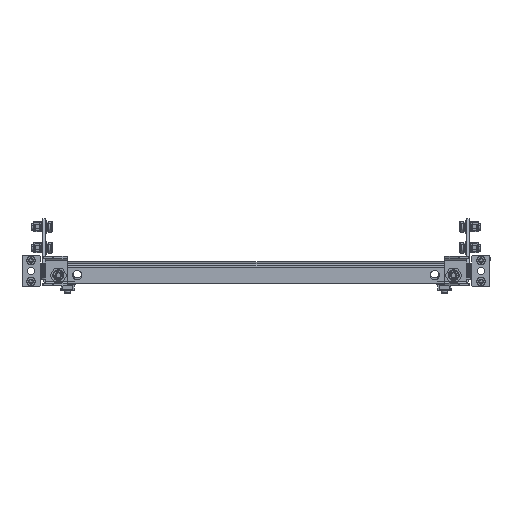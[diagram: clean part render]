
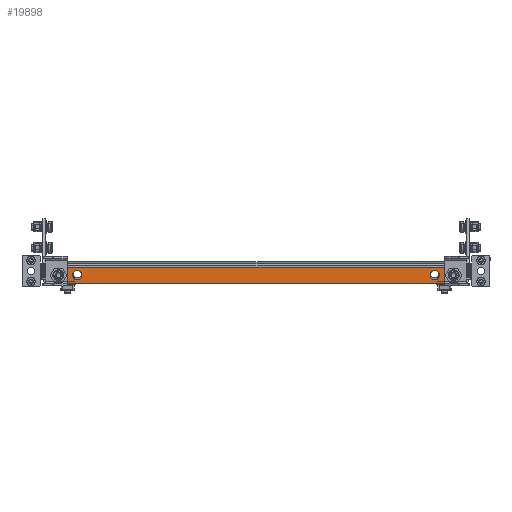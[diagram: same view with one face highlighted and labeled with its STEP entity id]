
A CAD part, front view. The second image highlights one B-rep face of the part: STEP entity #19898.
In plain terms, the highlighted planar face has unit normal (0, -1, -0.002).
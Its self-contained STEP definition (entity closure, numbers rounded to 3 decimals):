
#92 = CARTESIAN_POINT ( 'NONE',  ( 249.5, -648., -2. ) ) ;
#384 = EDGE_CURVE ( 'NONE', #7242, #3214, #5913, .T. ) ;
#537 = DIRECTION ( 'NONE',  ( 0., -1., 0. ) ) ;
#729 = FACE_BOUND ( 'NONE', #7972, .T. ) ;
#1257 = DIRECTION ( 'NONE',  ( 0., 0., 1. ) ) ;
#1307 = CARTESIAN_POINT ( 'NONE',  ( -212.5, -648., -17. ) ) ;
#1548 = CARTESIAN_POINT ( 'NONE',  ( -212.5, -648., -11.5 ) ) ;
#1618 = VERTEX_POINT ( 'NONE', #11534 ) ;
#1697 = DIRECTION ( 'NONE',  ( 0., 0., -1. ) ) ;
#1998 = DIRECTION ( 'NONE',  ( 0., 0., -1. ) ) ;
#2310 = DIRECTION ( 'NONE',  ( 1., 0., 0. ) ) ;
#2361 = VECTOR ( 'NONE', #2310, 1000. ) ;
#2530 = CIRCLE ( 'NONE', #14135, 5.5 ) ;
#3214 = VERTEX_POINT ( 'NONE', #10234 ) ;
#3245 = AXIS2_PLACEMENT_3D ( 'NONE', #9801, #19502, #8004 ) ;
#3330 = EDGE_CURVE ( 'NONE', #11069, #17046, #20077, .T. ) ;
#3569 = LINE ( 'NONE', #15762, #19569 ) ;
#3675 = CARTESIAN_POINT ( 'NONE',  ( 212.5, -648., -11.5 ) ) ;
#3792 = ORIENTED_EDGE ( 'NONE', *, *, #10822, .F. ) ;
#3972 = EDGE_CURVE ( 'NONE', #17505, #4565, #10230, .T. ) ;
#4266 = CARTESIAN_POINT ( 'NONE',  ( 247.146, -648., -16. ) ) ;
#4501 = AXIS2_PLACEMENT_3D ( 'NONE', #20066, #7095, #13618 ) ;
#4527 = CIRCLE ( 'NONE', #18346, 5.5 ) ;
#4565 = VERTEX_POINT ( 'NONE', #4266 ) ;
#4593 = AXIS2_PLACEMENT_3D ( 'NONE', #1548, #6586, #19646 ) ;
#4606 = CIRCLE ( 'NONE', #15134, 5.5 ) ;
#4768 = ORIENTED_EDGE ( 'NONE', *, *, #5711, .F. ) ;
#4802 = CARTESIAN_POINT ( 'NONE',  ( 235., -648., -11.5 ) ) ;
#5033 = EDGE_CURVE ( 'NONE', #16198, #1618, #3569, .T. ) ;
#5157 = EDGE_CURVE ( 'NONE', #15242, #6069, #12692, .T. ) ;
#5311 = CARTESIAN_POINT ( 'NONE',  ( -235., -648., -11.5 ) ) ;
#5711 = EDGE_CURVE ( 'NONE', #5854, #16200, #2530, .T. ) ;
#5854 = VERTEX_POINT ( 'NONE', #18719 ) ;
#5885 = EDGE_LOOP ( 'NONE', ( #10610, #7751 ) ) ;
#5913 = LINE ( 'NONE', #13721, #2361 ) ;
#6069 = VERTEX_POINT ( 'NONE', #10847 ) ;
#6130 = CARTESIAN_POINT ( 'NONE',  ( -249.5, -648., 0. ) ) ;
#6422 = DIRECTION ( 'NONE',  ( 0., 1., 0. ) ) ;
#6586 = DIRECTION ( 'NONE',  ( 0., -1., 0. ) ) ;
#6619 = ORIENTED_EDGE ( 'NONE', *, *, #3972, .F. ) ;
#6737 = ORIENTED_EDGE ( 'NONE', *, *, #7184, .F. ) ;
#6934 = AXIS2_PLACEMENT_3D ( 'NONE', #12697, #20708, #1257 ) ;
#7095 = DIRECTION ( 'NONE',  ( 0., 1., 0. ) ) ;
#7184 = EDGE_CURVE ( 'NONE', #16198, #17505, #19987, .T. ) ;
#7242 = VERTEX_POINT ( 'NONE', #16346 ) ;
#7751 = ORIENTED_EDGE ( 'NONE', *, *, #11925, .T. ) ;
#7788 = CARTESIAN_POINT ( 'NONE',  ( 235., -648., -17. ) ) ;
#7972 = EDGE_LOOP ( 'NONE', ( #11057, #11669 ) ) ;
#8004 = DIRECTION ( 'NONE',  ( 0., 0., -1. ) ) ;
#8540 = ORIENTED_EDGE ( 'NONE', *, *, #5157, .F. ) ;
#8854 = FACE_OUTER_BOUND ( 'NONE', #20880, .T. ) ;
#9065 = CARTESIAN_POINT ( 'NONE',  ( -235., -648., -17. ) ) ;
#9121 = CARTESIAN_POINT ( 'NONE',  ( 235., -648., -11.5 ) ) ;
#9260 = VERTEX_POINT ( 'NONE', #9893 ) ;
#9801 = CARTESIAN_POINT ( 'NONE',  ( -212.5, -648., -11.5 ) ) ;
#9834 = DIRECTION ( 'NONE',  ( 0., 0., -1. ) ) ;
#9842 = ORIENTED_EDGE ( 'NONE', *, *, #384, .T. ) ;
#9893 = CARTESIAN_POINT ( 'NONE',  ( 212.5, -648., -17. ) ) ;
#9981 = CIRCLE ( 'NONE', #20767, 5.5 ) ;
#10230 = LINE ( 'NONE', #20857, #14516 ) ;
#10234 = CARTESIAN_POINT ( 'NONE',  ( 242.146, -648., -21. ) ) ;
#10286 = CIRCLE ( 'NONE', #4501, 5.5 ) ;
#10610 = ORIENTED_EDGE ( 'NONE', *, *, #14157, .T. ) ;
#10741 = AXIS2_PLACEMENT_3D ( 'NONE', #12031, #18432, #16710 ) ;
#10822 = EDGE_CURVE ( 'NONE', #16200, #5854, #9981, .T. ) ;
#10847 = CARTESIAN_POINT ( 'NONE',  ( -212.5, -648., -6. ) ) ;
#10860 = AXIS2_PLACEMENT_3D ( 'NONE', #9121, #20253, #12688 ) ;
#11057 = ORIENTED_EDGE ( 'NONE', *, *, #3330, .T. ) ;
#11069 = VERTEX_POINT ( 'NONE', #7788 ) ;
#11178 = EDGE_CURVE ( 'NONE', #3214, #4565, #17355, .T. ) ;
#11500 = DIRECTION ( 'NONE',  ( 0., -1., 0. ) ) ;
#11534 = CARTESIAN_POINT ( 'NONE',  ( -247.146, -648., -16. ) ) ;
#11620 = DIRECTION ( 'NONE',  ( 0., 0., -1. ) ) ;
#11669 = ORIENTED_EDGE ( 'NONE', *, *, #20424, .T. ) ;
#11826 = ORIENTED_EDGE ( 'NONE', *, *, #19715, .T. ) ;
#11925 = EDGE_CURVE ( 'NONE', #12894, #9260, #10286, .T. ) ;
#12031 = CARTESIAN_POINT ( 'NONE',  ( -242.146, -648., -16. ) ) ;
#12514 = DIRECTION ( 'NONE',  ( 0., 1., 0. ) ) ;
#12598 = ORIENTED_EDGE ( 'NONE', *, *, #11178, .T. ) ;
#12688 = DIRECTION ( 'NONE',  ( 0., 0., -1. ) ) ;
#12692 = CIRCLE ( 'NONE', #3245, 5.5 ) ;
#12697 = CARTESIAN_POINT ( 'NONE',  ( 242.146, -648., -16. ) ) ;
#12894 = VERTEX_POINT ( 'NONE', #15246 ) ;
#13180 = FACE_BOUND ( 'NONE', #17123, .T. ) ;
#13301 = DIRECTION ( 'NONE',  ( 1., 0., 0. ) ) ;
#13528 = DIRECTION ( 'NONE',  ( 0., 0., -1. ) ) ;
#13618 = DIRECTION ( 'NONE',  ( 0., 0., -1. ) ) ;
#13721 = CARTESIAN_POINT ( 'NONE',  ( -249.5, -648., -21. ) ) ;
#14135 = AXIS2_PLACEMENT_3D ( 'NONE', #5311, #537, #13528 ) ;
#14157 = EDGE_CURVE ( 'NONE', #9260, #12894, #4606, .T. ) ;
#14452 = CIRCLE ( 'NONE', #10741, 5. ) ;
#14516 = VECTOR ( 'NONE', #1697, 1000. ) ;
#14988 = CIRCLE ( 'NONE', #4593, 5.5 ) ;
#15028 = DIRECTION ( 'NONE',  ( 0., 1., 0. ) ) ;
#15134 = AXIS2_PLACEMENT_3D ( 'NONE', #3675, #15028, #11620 ) ;
#15242 = VERTEX_POINT ( 'NONE', #1307 ) ;
#15246 = CARTESIAN_POINT ( 'NONE',  ( 212.5, -648., -6. ) ) ;
#15762 = CARTESIAN_POINT ( 'NONE',  ( -247.146, -648., 0. ) ) ;
#15846 = PLANE ( 'NONE',  #16149 ) ;
#16149 = AXIS2_PLACEMENT_3D ( 'NONE', #6130, #12514, #20668 ) ;
#16198 = VERTEX_POINT ( 'NONE', #17036 ) ;
#16200 = VERTEX_POINT ( 'NONE', #9065 ) ;
#16346 = CARTESIAN_POINT ( 'NONE',  ( -242.146, -648., -21. ) ) ;
#16360 = CARTESIAN_POINT ( 'NONE',  ( 247.146, -648., -2. ) ) ;
#16710 = DIRECTION ( 'NONE',  ( 0., 0., 1. ) ) ;
#17036 = CARTESIAN_POINT ( 'NONE',  ( -247.146, -648., -2. ) ) ;
#17046 = VERTEX_POINT ( 'NONE', #18251 ) ;
#17123 = EDGE_LOOP ( 'NONE', ( #3792, #4768 ) ) ;
#17126 = DIRECTION ( 'NONE',  ( 0., 0., -1. ) ) ;
#17355 = CIRCLE ( 'NONE', #6934, 5. ) ;
#17505 = VERTEX_POINT ( 'NONE', #16360 ) ;
#17514 = FACE_BOUND ( 'NONE', #5885, .T. ) ;
#17912 = ORIENTED_EDGE ( 'NONE', *, *, #5033, .T. ) ;
#18028 = FACE_BOUND ( 'NONE', #18029, .T. ) ;
#18029 = EDGE_LOOP ( 'NONE', ( #8540, #19742 ) ) ;
#18131 = CARTESIAN_POINT ( 'NONE',  ( -235., -648., -11.5 ) ) ;
#18251 = CARTESIAN_POINT ( 'NONE',  ( 235., -648., -6. ) ) ;
#18346 = AXIS2_PLACEMENT_3D ( 'NONE', #4802, #6422, #9834 ) ;
#18432 = DIRECTION ( 'NONE',  ( 0., -1., 0. ) ) ;
#18719 = CARTESIAN_POINT ( 'NONE',  ( -235., -648., -6. ) ) ;
#19006 = VECTOR ( 'NONE', #13301, 1000. ) ;
#19410 = EDGE_CURVE ( 'NONE', #6069, #15242, #14988, .T. ) ;
#19502 = DIRECTION ( 'NONE',  ( 0., -1., 0. ) ) ;
#19569 = VECTOR ( 'NONE', #17126, 1000. ) ;
#19646 = DIRECTION ( 'NONE',  ( 0., 0., -1. ) ) ;
#19715 = EDGE_CURVE ( 'NONE', #1618, #7242, #14452, .T. ) ;
#19742 = ORIENTED_EDGE ( 'NONE', *, *, #19410, .F. ) ;
#19898 = ADVANCED_FACE ( 'NONE', ( #729, #17514, #13180, #18028, #8854 ), #15846, .F. ) ;
#19987 = LINE ( 'NONE', #92, #19006 ) ;
#20066 = CARTESIAN_POINT ( 'NONE',  ( 212.5, -648., -11.5 ) ) ;
#20077 = CIRCLE ( 'NONE', #10860, 5.5 ) ;
#20253 = DIRECTION ( 'NONE',  ( 0., 1., 0. ) ) ;
#20424 = EDGE_CURVE ( 'NONE', #17046, #11069, #4527, .T. ) ;
#20668 = DIRECTION ( 'NONE',  ( 0., 0., 1. ) ) ;
#20708 = DIRECTION ( 'NONE',  ( 0., -1., 0. ) ) ;
#20767 = AXIS2_PLACEMENT_3D ( 'NONE', #18131, #11500, #1998 ) ;
#20857 = CARTESIAN_POINT ( 'NONE',  ( 247.146, -648., 0. ) ) ;
#20880 = EDGE_LOOP ( 'NONE', ( #9842, #12598, #6619, #6737, #17912, #11826 ) ) ;
